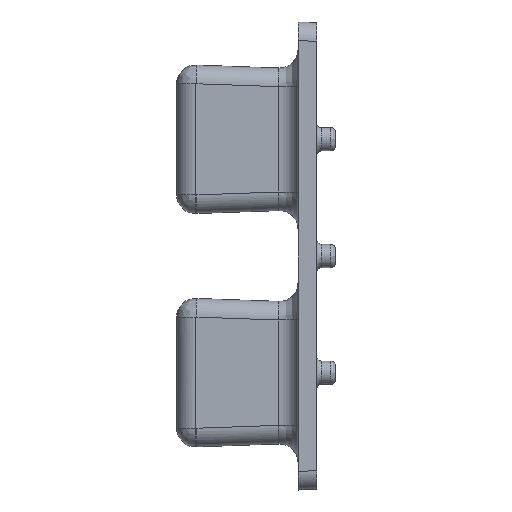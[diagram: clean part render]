
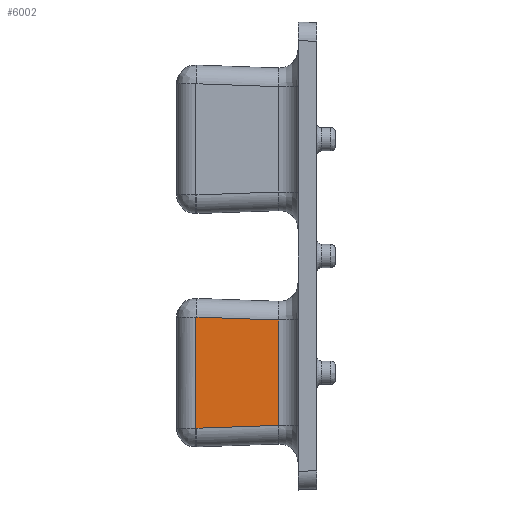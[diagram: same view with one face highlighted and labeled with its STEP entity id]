
A CAD part, left-side view. The second image highlights one B-rep face of the part: STEP entity #6002.
In plain terms, the highlighted planar face has unit normal (-0.999, -0.035, 0).
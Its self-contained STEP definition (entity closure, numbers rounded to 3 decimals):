
#1621 = CYLINDRICAL_SURFACE('',#1622,2.);
#1622 = AXIS2_PLACEMENT_3D('',#1623,#1624,#1625);
#1623 = CARTESIAN_POINT('',(-43.453,13.,
    6.547));
#1624 = DIRECTION('',(0.035,-0.999,
    0.035));
#1625 = DIRECTION('',(0.999,0.035,
    0.));
#1638 = VERTEX_POINT('',#1639);
#1639 = CARTESIAN_POINT('',(-45.452,12.93,
    6.547));
#1789 = CYLINDRICAL_SURFACE('',#1790,2.);
#1790 = AXIS2_PLACEMENT_3D('',#1791,#1792,#1793);
#1791 = CARTESIAN_POINT('',(-43.453,13.,6.547));
#1792 = DIRECTION('',(0.,0.,1.));
#1793 = DIRECTION('',(1.,0.,0.));
#2603 = VERTEX_POINT('',#2604);
#2604 = CARTESIAN_POINT('',(-45.142,4.07,
    6.857));
#2676 = EDGE_CURVE('',#1638,#2603,#2677,.T.);
#2677 = SURFACE_CURVE('',#2678,(#2682,#2689),.PCURVE_S1.);
#2678 = LINE('',#2679,#2680);
#2679 = CARTESIAN_POINT('',(-45.296,8.473,
    6.703));
#2680 = VECTOR('',#2681,1.);
#2681 = DIRECTION('',(0.035,-0.999,
    0.035));
#2682 = PCURVE('',#1621,#2683);
#2683 = DEFINITIONAL_REPRESENTATION('',(#2684),#2688);
#2684 = LINE('',#2685,#2686);
#2685 = CARTESIAN_POINT('',(3.142,4.462));
#2686 = VECTOR('',#2687,1.);
#2687 = DIRECTION('',(0.,1.));
#2688 = ( GEOMETRIC_REPRESENTATION_CONTEXT(2) 
PARAMETRIC_REPRESENTATION_CONTEXT() REPRESENTATION_CONTEXT('2D SPACE',''
  ) );
#2689 = PCURVE('',#2690,#2695);
#2690 = PLANE('',#2691);
#2691 = AXIS2_PLACEMENT_3D('',#2692,#2693,#2694);
#2692 = CARTESIAN_POINT('',(-45.452,12.93,6.476));
#2693 = DIRECTION('',(-0.999,-0.035,0.));
#2694 = DIRECTION('',(0.035,-0.999,0.));
#2695 = DEFINITIONAL_REPRESENTATION('',(#2696),#2700);
#2696 = LINE('',#2697,#2698);
#2697 = CARTESIAN_POINT('',(4.459,0.227));
#2698 = VECTOR('',#2699,1.);
#2699 = DIRECTION('',(0.999,0.035));
#2700 = ( GEOMETRIC_REPRESENTATION_CONTEXT(2) 
PARAMETRIC_REPRESENTATION_CONTEXT() REPRESENTATION_CONTEXT('2D SPACE',''
  ) );
#2708 = EDGE_CURVE('',#2709,#1638,#2711,.T.);
#2709 = VERTEX_POINT('',#2710);
#2710 = CARTESIAN_POINT('',(-45.452,12.93,
    18.453));
#2711 = SURFACE_CURVE('',#2712,(#2716,#2723),.PCURVE_S1.);
#2712 = LINE('',#2713,#2714);
#2713 = CARTESIAN_POINT('',(-45.452,12.93,12.5));
#2714 = VECTOR('',#2715,1.);
#2715 = DIRECTION('',(-0.,-0.,-1.));
#2716 = PCURVE('',#1789,#2717);
#2717 = DEFINITIONAL_REPRESENTATION('',(#2718),#2722);
#2718 = LINE('',#2719,#2720);
#2719 = CARTESIAN_POINT('',(3.176,5.953));
#2720 = VECTOR('',#2721,1.);
#2721 = DIRECTION('',(0.,-1.));
#2722 = ( GEOMETRIC_REPRESENTATION_CONTEXT(2) 
PARAMETRIC_REPRESENTATION_CONTEXT() REPRESENTATION_CONTEXT('2D SPACE',''
  ) );
#2723 = PCURVE('',#2690,#2724);
#2724 = DEFINITIONAL_REPRESENTATION('',(#2725),#2729);
#2725 = LINE('',#2726,#2727);
#2726 = CARTESIAN_POINT('',(0.,6.024));
#2727 = VECTOR('',#2728,1.);
#2728 = DIRECTION('',(0.,-1.));
#2729 = ( GEOMETRIC_REPRESENTATION_CONTEXT(2) 
PARAMETRIC_REPRESENTATION_CONTEXT() REPRESENTATION_CONTEXT('2D SPACE',''
  ) );
#3391 = CYLINDRICAL_SURFACE('',#3392,2.);
#3392 = AXIS2_PLACEMENT_3D('',#3393,#3394,#3395);
#3393 = CARTESIAN_POINT('',(-47.141,4.,18.143));
#3394 = DIRECTION('',(-0.,-0.,-1.));
#3395 = DIRECTION('',(-1.,0.,0.));
#6002 = ADVANCED_FACE('',(#6003),#2690,.T.);
#6003 = FACE_BOUND('',#6004,.T.);
#6004 = EDGE_LOOP('',(#6005,#6006,#6029,#6055));
#6005 = ORIENTED_EDGE('',*,*,#2676,.T.);
#6006 = ORIENTED_EDGE('',*,*,#6007,.F.);
#6007 = EDGE_CURVE('',#6008,#2603,#6010,.T.);
#6008 = VERTEX_POINT('',#6009);
#6009 = CARTESIAN_POINT('',(-45.142,4.07,
    18.143));
#6010 = SURFACE_CURVE('',#6011,(#6015,#6022),.PCURVE_S1.);
#6011 = LINE('',#6012,#6013);
#6012 = CARTESIAN_POINT('',(-45.142,4.07,12.5));
#6013 = VECTOR('',#6014,1.);
#6014 = DIRECTION('',(0.,0.,-1.));
#6015 = PCURVE('',#2690,#6016);
#6016 = DEFINITIONAL_REPRESENTATION('',(#6017),#6021);
#6017 = LINE('',#6018,#6019);
#6018 = CARTESIAN_POINT('',(8.866,6.024));
#6019 = VECTOR('',#6020,1.);
#6020 = DIRECTION('',(0.,-1.));
#6021 = ( GEOMETRIC_REPRESENTATION_CONTEXT(2) 
PARAMETRIC_REPRESENTATION_CONTEXT() REPRESENTATION_CONTEXT('2D SPACE',''
  ) );
#6022 = PCURVE('',#3391,#6023);
#6023 = DEFINITIONAL_REPRESENTATION('',(#6024),#6028);
#6024 = LINE('',#6025,#6026);
#6025 = CARTESIAN_POINT('',(3.107,5.643));
#6026 = VECTOR('',#6027,1.);
#6027 = DIRECTION('',(0.,1.));
#6028 = ( GEOMETRIC_REPRESENTATION_CONTEXT(2) 
PARAMETRIC_REPRESENTATION_CONTEXT() REPRESENTATION_CONTEXT('2D SPACE',''
  ) );
#6029 = ORIENTED_EDGE('',*,*,#6030,.T.);
#6030 = EDGE_CURVE('',#6008,#2709,#6031,.T.);
#6031 = SURFACE_CURVE('',#6032,(#6036,#6043),.PCURVE_S1.);
#6032 = LINE('',#6033,#6034);
#6033 = CARTESIAN_POINT('',(-45.296,8.473,
    18.297));
#6034 = VECTOR('',#6035,1.);
#6035 = DIRECTION('',(-0.035,0.999,
    0.035));
#6036 = PCURVE('',#2690,#6037);
#6037 = DEFINITIONAL_REPRESENTATION('',(#6038),#6042);
#6038 = LINE('',#6039,#6040);
#6039 = CARTESIAN_POINT('',(4.459,11.821));
#6040 = VECTOR('',#6041,1.);
#6041 = DIRECTION('',(-0.999,0.035));
#6042 = ( GEOMETRIC_REPRESENTATION_CONTEXT(2) 
PARAMETRIC_REPRESENTATION_CONTEXT() REPRESENTATION_CONTEXT('2D SPACE',''
  ) );
#6043 = PCURVE('',#6044,#6049);
#6044 = CYLINDRICAL_SURFACE('',#6045,2.);
#6045 = AXIS2_PLACEMENT_3D('',#6046,#6047,#6048);
#6046 = CARTESIAN_POINT('',(-43.453,13.,
    18.453));
#6047 = DIRECTION('',(0.035,-0.999,
    -0.035));
#6048 = DIRECTION('',(0.,0.035,
    -0.999));
#6049 = DEFINITIONAL_REPRESENTATION('',(#6050),#6054);
#6050 = LINE('',#6051,#6052);
#6051 = CARTESIAN_POINT('',(4.711,4.462));
#6052 = VECTOR('',#6053,1.);
#6053 = DIRECTION('',(0.,-1.));
#6054 = ( GEOMETRIC_REPRESENTATION_CONTEXT(2) 
PARAMETRIC_REPRESENTATION_CONTEXT() REPRESENTATION_CONTEXT('2D SPACE',''
  ) );
#6055 = ORIENTED_EDGE('',*,*,#2708,.T.);
